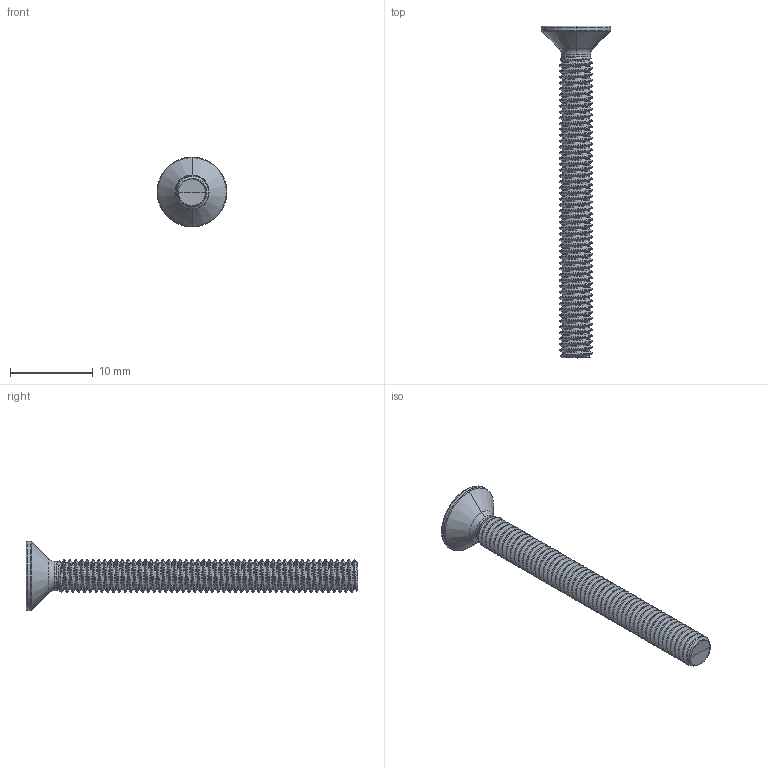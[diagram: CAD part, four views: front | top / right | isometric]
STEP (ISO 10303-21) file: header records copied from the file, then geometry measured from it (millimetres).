
FILE_DESCRIPTION (( 'STEP AP203' ), '1' );
FILE_NAME ('STM410400400.STEP', '2020-12-18T17:17:25', ( '' ), ( '' ), 'SwSTEP 2.0', 'SolidWorks 2015', '' );
FILE_SCHEMA (( 'CONFIG_CONTROL_DESIGN' ));
Length unit declared in the file: millimetre
Products named in the file (2): STM410400400
Bounding box: 8.4 x 40 x 8.4 mm (x, y, z)
Volume: 456.1 mm3; surface area: 850.3 mm2
Topology: 1 solids, 1 shells, 171 faces, 476 edges, 306 vertices
Faces by surface type: cylinder 125, bspline 18, cone 13, torus 11, sphere 2, plane 2
Entity records: 30866 total; most frequent: CARTESIAN_POINT 27138, ORIENTED_EDGE 948, DIRECTION 558, EDGE_CURVE 474, VERTEX_POINT 306, AXIS2_PLACEMENT_3D 211, EDGE_LOOP 172, ADVANCED_FACE 171
